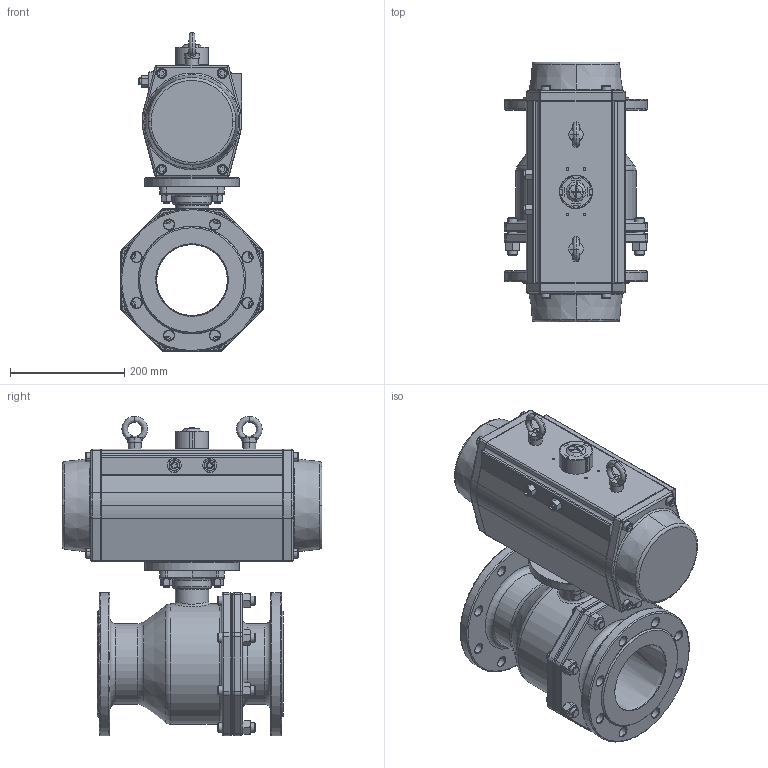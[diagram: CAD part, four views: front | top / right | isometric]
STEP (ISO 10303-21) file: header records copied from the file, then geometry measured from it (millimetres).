
FILE_DESCRIPTION(('HOOPS Exchange Step'),'2;1');
FILE_NAME('PK0501_DN125.stp','2025-04-11T14:02:23+02:00',('nieru'),('Unknown organisation'),'HOOPS Exchange 2024.2','HOOPS Exchange','Unknown authorisation');
FILE_SCHEMA( ('AP203_CONFIGURATION_CONTROLLED_3D_DESIGN_OF_MECHANICAL_PARTS_AND_ASSEMBLIES_MIM_LF') );
Length unit declared in the file: millimetre
Products named in the file (9): 0; root
Assembly tree (8 placements, depth 4):
  root
    0
      0
        0
        0
        0
        0
      0
      0
Bounding box: 250 x 454 x 557.8 mm (x, y, z)
Volume: 13157288.7 mm3; surface area: 1455430.8 mm2
Topology: 59 solids, 59 shells, 1548 faces, 3819 edges, 2432 vertices
Faces by surface type: plane 551, cylinder 442, bspline 191, cone 175, torus 129, sphere 60
Full cylindrical faces by diameter (mm): 10.2 x4, 11.2 x4, 14 x3, 18 x16, 32 x3, 58 x1, 68 x1, 76 x1, 141 x2, 165 x1, 188 x2, 210 x3, 250 x2
Entity records: 93196 total; most frequent: CARTESIAN_POINT 57789, ORIENTED_EDGE 7598, DIRECTION 6853, EDGE_CURVE 3799, AXIS2_PLACEMENT_3D 2720, VERTEX_POINT 2432, EDGE_LOOP 1779, FACE_BOUND 1779
